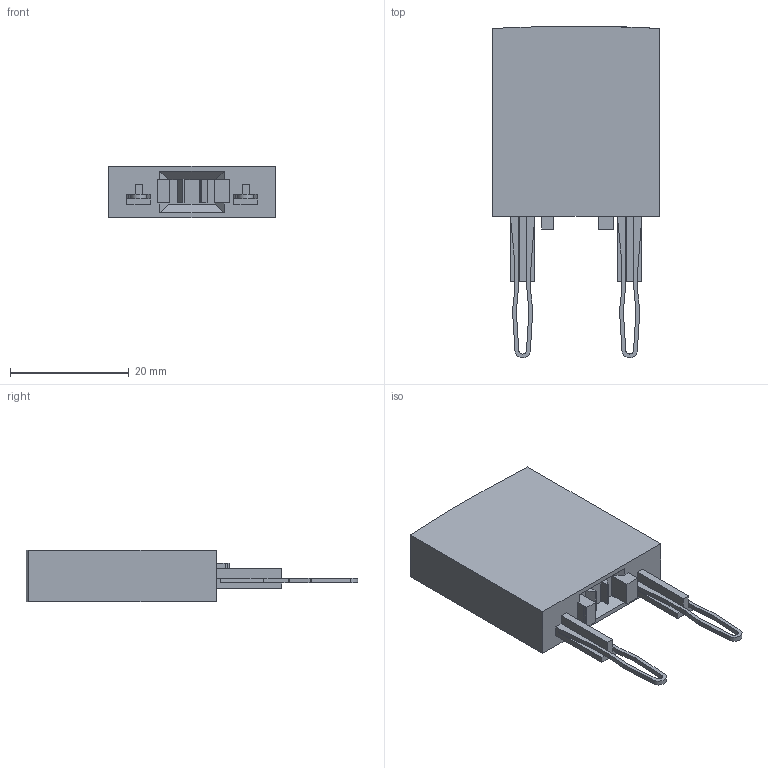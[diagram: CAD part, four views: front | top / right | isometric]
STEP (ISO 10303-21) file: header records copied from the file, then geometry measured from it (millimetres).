
FILE_DESCRIPTION (( 'STEP AP214' ), '1' );
FILE_NAME ('m_5061104_01_000_.STEP', '2006-03-29T10:44:32', ( 'CAT' ), ( 'Siemens AG' ), 'SwSTEP 2.0', 'SolidWorks 2005354', '' );
FILE_SCHEMA (( 'AUTOMOTIVE_DESIGN' ));
Length unit declared in the file: millimetre
Products named in the file (1): m_5061104_01_000_
Bounding box: 28 x 55.8 x 8.6 mm (x, y, z)
Volume: 7863.7 mm3; surface area: 3471.6 mm2
Topology: 1 solids, 1 shells, 296 faces, 826 edges, 548 vertices
Faces by surface type: plane 182, bspline 67, cylinder 47
Entity records: 16860 total; most frequent: CARTESIAN_POINT 7162, ORIENTED_EDGE 1652, DIRECTION 1246, EDGE_CURVE 826, VERTEX_POINT 548, VECTOR 506, LINE 506, AXIS2_PLACEMENT_3D 370
